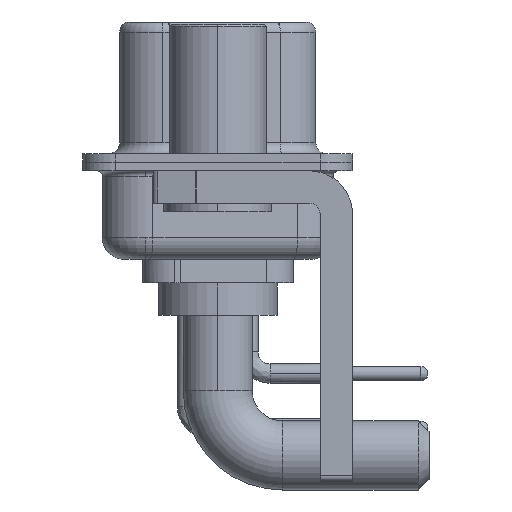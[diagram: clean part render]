
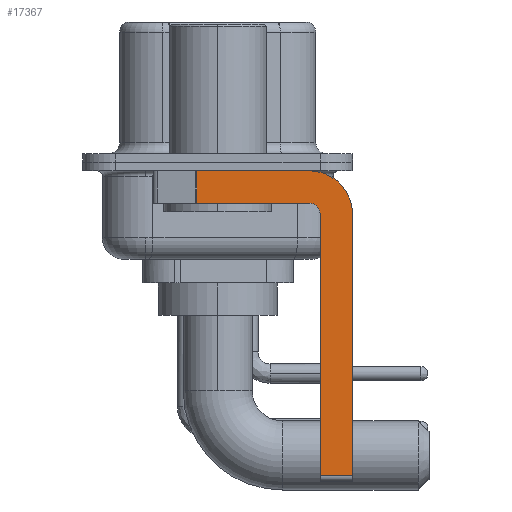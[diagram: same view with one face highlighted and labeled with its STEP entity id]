
A CAD part, left-side view. The second image highlights one B-rep face of the part: STEP entity #17367.
In plain terms, the highlighted planar face has unit normal (-1, 0, 0).
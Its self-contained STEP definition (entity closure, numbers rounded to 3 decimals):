
#209 = ORIENTED_EDGE ( 'NONE', *, *, #8769, .F. ) ;
#451 = LINE ( 'NONE', #24661, #17476 ) ;
#552 = DIRECTION ( 'NONE',  ( 0., 0., 1. ) ) ;
#1043 = EDGE_CURVE ( 'NONE', #28136, #25314, #451, .T. ) ;
#1582 = PLANE ( 'NONE',  #17883 ) ;
#2057 = DIRECTION ( 'NONE',  ( 0., 0., -1. ) ) ;
#2432 = EDGE_CURVE ( 'NONE', #6409, #20820, #20706, .T. ) ;
#2608 = CARTESIAN_POINT ( 'NONE',  ( -2.9, -6.25, -2.4 ) ) ;
#2762 = EDGE_LOOP ( 'NONE', ( #21242, #24683, #209, #17927, #9564, #4404, #7863, #27014 ) ) ;
#4108 = EDGE_CURVE ( 'NONE', #9590, #8133, #22976, .T. ) ;
#4404 = ORIENTED_EDGE ( 'NONE', *, *, #1043, .T. ) ;
#4487 = EDGE_CURVE ( 'NONE', #28136, #6409, #6707, .T. ) ;
#4564 = CARTESIAN_POINT ( 'NONE',  ( -2.9, -4.25, -2.4 ) ) ;
#5241 = CARTESIAN_POINT ( 'NONE',  ( -2.9, -4.25, -1.9 ) ) ;
#5840 = CARTESIAN_POINT ( 'NONE',  ( -2.9, -4.25, -0.4 ) ) ;
#6249 = CARTESIAN_POINT ( 'NONE',  ( -2.9, 3., -0.4 ) ) ;
#6409 = VERTEX_POINT ( 'NONE', #20582 ) ;
#6433 = DIRECTION ( 'NONE',  ( 0., 0., -1. ) ) ;
#6707 = LINE ( 'NONE', #17945, #21623 ) ;
#6846 = CARTESIAN_POINT ( 'NONE',  ( -2.9, 0.978, -0.4 ) ) ;
#7863 = ORIENTED_EDGE ( 'NONE', *, *, #11270, .F. ) ;
#8133 = VERTEX_POINT ( 'NONE', #2608 ) ;
#8257 = CARTESIAN_POINT ( 'NONE',  ( -2.9, 0.978, -1.9 ) ) ;
#8411 = CARTESIAN_POINT ( 'NONE',  ( -2.9, -4.25, -2.4 ) ) ;
#8769 = EDGE_CURVE ( 'NONE', #20820, #11626, #11080, .T. ) ;
#9007 = DIRECTION ( 'NONE',  ( 0., -1., 0. ) ) ;
#9240 = DIRECTION ( 'NONE',  ( -1., 0., 0. ) ) ;
#9564 = ORIENTED_EDGE ( 'NONE', *, *, #4487, .F. ) ;
#9590 = VERTEX_POINT ( 'NONE', #5840 ) ;
#10603 = LINE ( 'NONE', #25692, #14596 ) ;
#11080 = LINE ( 'NONE', #17506, #13563 ) ;
#11233 = DIRECTION ( 'NONE',  ( 0., 0., 1. ) ) ;
#11270 = EDGE_CURVE ( 'NONE', #8133, #25314, #10603, .T. ) ;
#11626 = VERTEX_POINT ( 'NONE', #18707 ) ;
#11639 = VECTOR ( 'NONE', #25598, 1000. ) ;
#12074 = AXIS2_PLACEMENT_3D ( 'NONE', #24303, #17352, #23892 ) ;
#13563 = VECTOR ( 'NONE', #23767, 1000. ) ;
#14596 = VECTOR ( 'NONE', #2057, 1000. ) ;
#14691 = DIRECTION ( 'NONE',  ( 0., 0., -1. ) ) ;
#14778 = LINE ( 'NONE', #6249, #11639 ) ;
#16207 = CARTESIAN_POINT ( 'NONE',  ( -2.9, -4.75, -14.55 ) ) ;
#17352 = DIRECTION ( 'NONE',  ( 1., 0., 0. ) ) ;
#17367 = ADVANCED_FACE ( 'NONE', ( #27915 ), #1582, .F. ) ;
#17476 = VECTOR ( 'NONE', #9007, 1000. ) ;
#17506 = CARTESIAN_POINT ( 'NONE',  ( -2.9, -4.25, -1.9 ) ) ;
#17883 = AXIS2_PLACEMENT_3D ( 'NONE', #8411, #25791, #14691 ) ;
#17927 = ORIENTED_EDGE ( 'NONE', *, *, #2432, .F. ) ;
#17945 = CARTESIAN_POINT ( 'NONE',  ( -2.9, -4.75, -14.8 ) ) ;
#18707 = CARTESIAN_POINT ( 'NONE',  ( -2.9, 0.978, -1.9 ) ) ;
#18992 = VERTEX_POINT ( 'NONE', #6846 ) ;
#20465 = EDGE_CURVE ( 'NONE', #18992, #9590, #14778, .T. ) ;
#20582 = CARTESIAN_POINT ( 'NONE',  ( -2.9, -4.75, -2.4 ) ) ;
#20706 = CIRCLE ( 'NONE', #24789, 0.5 ) ;
#20820 = VERTEX_POINT ( 'NONE', #5241 ) ;
#21242 = ORIENTED_EDGE ( 'NONE', *, *, #20465, .F. ) ;
#21623 = VECTOR ( 'NONE', #552, 1000. ) ;
#21711 = VECTOR ( 'NONE', #6433, 1000. ) ;
#21926 = EDGE_CURVE ( 'NONE', #18992, #11626, #26199, .T. ) ;
#22976 = CIRCLE ( 'NONE', #12074, 2. ) ;
#23767 = DIRECTION ( 'NONE',  ( 0., 1., 0. ) ) ;
#23892 = DIRECTION ( 'NONE',  ( 0., 0., -1. ) ) ;
#24103 = CARTESIAN_POINT ( 'NONE',  ( -2.9, -6.25, -14.55 ) ) ;
#24303 = CARTESIAN_POINT ( 'NONE',  ( -2.9, -4.25, -2.4 ) ) ;
#24661 = CARTESIAN_POINT ( 'NONE',  ( -2.9, -4.25, -14.55 ) ) ;
#24683 = ORIENTED_EDGE ( 'NONE', *, *, #21926, .T. ) ;
#24789 = AXIS2_PLACEMENT_3D ( 'NONE', #4564, #9240, #11233 ) ;
#25314 = VERTEX_POINT ( 'NONE', #24103 ) ;
#25598 = DIRECTION ( 'NONE',  ( 0., -1., 0. ) ) ;
#25692 = CARTESIAN_POINT ( 'NONE',  ( -2.9, -6.25, -2.4 ) ) ;
#25791 = DIRECTION ( 'NONE',  ( 1., 0., 0. ) ) ;
#26199 = LINE ( 'NONE', #8257, #21711 ) ;
#27014 = ORIENTED_EDGE ( 'NONE', *, *, #4108, .F. ) ;
#27915 = FACE_OUTER_BOUND ( 'NONE', #2762, .T. ) ;
#28136 = VERTEX_POINT ( 'NONE', #16207 ) ;
